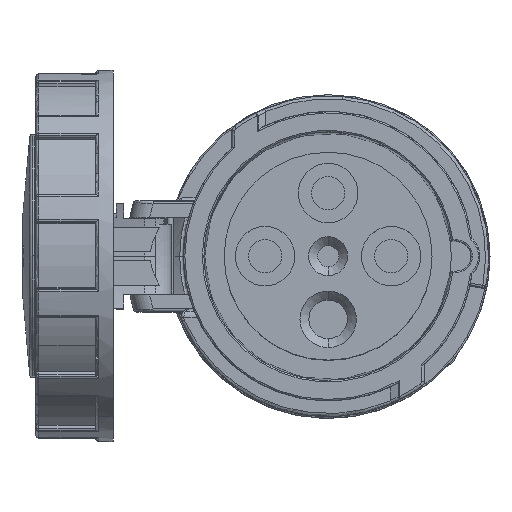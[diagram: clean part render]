
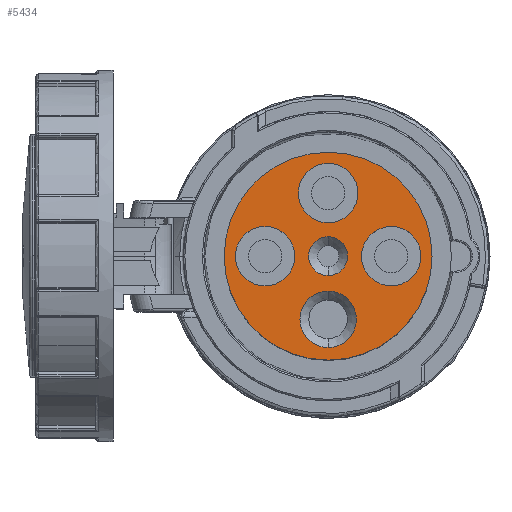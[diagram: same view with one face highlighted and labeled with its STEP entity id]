
A CAD part, top view. The second image highlights one B-rep face of the part: STEP entity #5434.
In plain terms, the highlighted planar face has unit normal (0, 0, 1).
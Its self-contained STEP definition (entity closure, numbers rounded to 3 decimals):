
#561 = ORIENTED_EDGE ( 'NONE', *, *, #33127, .T. ) ;
#789 = CIRCLE ( 'NONE', #38955, 35. ) ;
#1381 = DIRECTION ( 'NONE',  ( -1., 0., 0. ) ) ;
#1702 = DIRECTION ( 'NONE',  ( 0., 0., -1. ) ) ;
#1923 = DIRECTION ( 'NONE',  ( -1., 0., 0. ) ) ;
#2693 = CARTESIAN_POINT ( 'NONE',  ( 0., 0., 35.75 ) ) ;
#3020 = DIRECTION ( 'NONE',  ( 0., 0., -1. ) ) ;
#3759 = CIRCLE ( 'NONE', #3791, 6.55 ) ;
#3791 = AXIS2_PLACEMENT_3D ( 'NONE', #42631, #32284, #4476 ) ;
#3973 = CARTESIAN_POINT ( 'NONE',  ( 0., 31.25, 35.75 ) ) ;
#4368 = CARTESIAN_POINT ( 'NONE',  ( 21.25, 0., 35.75 ) ) ;
#4476 = DIRECTION ( 'NONE',  ( 0., -1., 0. ) ) ;
#4522 = EDGE_LOOP ( 'NONE', ( #30227, #26653 ) ) ;
#4594 = CARTESIAN_POINT ( 'NONE',  ( 31.25, 0., 35.75 ) ) ;
#4712 = CIRCLE ( 'NONE', #10606, 35. ) ;
#5207 = VERTEX_POINT ( 'NONE', #21526 ) ;
#5434 = ADVANCED_FACE ( 'NONE', ( #19873, #33199, #44452, #12959, #9531, #6316 ), #16651, .T. ) ;
#5457 = ORIENTED_EDGE ( 'NONE', *, *, #12830, .F. ) ;
#5774 = EDGE_LOOP ( 'NONE', ( #24427, #7503 ) ) ;
#6316 = FACE_BOUND ( 'NONE', #38625, .T. ) ;
#6565 = DIRECTION ( 'NONE',  ( 0., -1., 0. ) ) ;
#6800 = CARTESIAN_POINT ( 'NONE',  ( 0., 6.55, 35.75 ) ) ;
#7503 = ORIENTED_EDGE ( 'NONE', *, *, #36414, .T. ) ;
#8094 = DIRECTION ( 'NONE',  ( 0., 0., -1. ) ) ;
#8766 = CARTESIAN_POINT ( 'NONE',  ( 0., 11.25, 35.75 ) ) ;
#9531 = FACE_BOUND ( 'NONE', #4522, .T. ) ;
#10022 = CARTESIAN_POINT ( 'NONE',  ( 0., -11.75, 35.75 ) ) ;
#10147 = DIRECTION ( 'NONE',  ( 0., -1., 0. ) ) ;
#10299 = VERTEX_POINT ( 'NONE', #10022 ) ;
#10394 = EDGE_CURVE ( 'NONE', #18364, #35452, #3759, .T. ) ;
#10606 = AXIS2_PLACEMENT_3D ( 'NONE', #2693, #30521, #26378 ) ;
#10824 = VERTEX_POINT ( 'NONE', #8766 ) ;
#12083 = DIRECTION ( 'NONE',  ( 0., 0., -1. ) ) ;
#12518 = AXIS2_PLACEMENT_3D ( 'NONE', #27172, #13595, #41405 ) ;
#12830 = EDGE_CURVE ( 'NONE', #5207, #17481, #4712, .T. ) ;
#12959 = FACE_BOUND ( 'NONE', #38032, .T. ) ;
#13189 = VERTEX_POINT ( 'NONE', #42670 ) ;
#13313 = CIRCLE ( 'NONE', #14767, 10. ) ;
#13595 = DIRECTION ( 'NONE',  ( 0., 0., -1. ) ) ;
#14729 = CIRCLE ( 'NONE', #17696, 10. ) ;
#14767 = AXIS2_PLACEMENT_3D ( 'NONE', #32883, #8094, #1381 ) ;
#14915 = EDGE_LOOP ( 'NONE', ( #16227, #39835 ) ) ;
#15120 = EDGE_CURVE ( 'NONE', #10824, #39164, #44752, .T. ) ;
#15479 = ORIENTED_EDGE ( 'NONE', *, *, #35532, .T. ) ;
#16150 = CIRCLE ( 'NONE', #28642, 10. ) ;
#16227 = ORIENTED_EDGE ( 'NONE', *, *, #35584, .T. ) ;
#16430 = DIRECTION ( 'NONE',  ( 0., -1., 0. ) ) ;
#16651 = PLANE ( 'NONE',  #17085 ) ;
#16807 = VERTEX_POINT ( 'NONE', #31131 ) ;
#16944 = AXIS2_PLACEMENT_3D ( 'NONE', #4368, #28971, #39735 ) ;
#17085 = AXIS2_PLACEMENT_3D ( 'NONE', #30670, #41246, #16430 ) ;
#17481 = VERTEX_POINT ( 'NONE', #27065 ) ;
#17696 = AXIS2_PLACEMENT_3D ( 'NONE', #35815, #12083, #35604 ) ;
#18363 = CIRCLE ( 'NONE', #21299, 9.5 ) ;
#18364 = VERTEX_POINT ( 'NONE', #6800 ) ;
#19873 = FACE_OUTER_BOUND ( 'NONE', #37897, .T. ) ;
#20553 = AXIS2_PLACEMENT_3D ( 'NONE', #36936, #44978, #40366 ) ;
#20804 = VERTEX_POINT ( 'NONE', #38350 ) ;
#21299 = AXIS2_PLACEMENT_3D ( 'NONE', #24485, #41716, #6565 ) ;
#21330 = CIRCLE ( 'NONE', #36719, 6.55 ) ;
#21526 = CARTESIAN_POINT ( 'NONE',  ( 35., 0., 35.75 ) ) ;
#21749 = CARTESIAN_POINT ( 'NONE',  ( 0., -21.25, 35.75 ) ) ;
#21781 = ORIENTED_EDGE ( 'NONE', *, *, #36555, .T. ) ;
#21782 = CARTESIAN_POINT ( 'NONE',  ( 11.25, 0., 35.75 ) ) ;
#24427 = ORIENTED_EDGE ( 'NONE', *, *, #38282, .T. ) ;
#24485 = CARTESIAN_POINT ( 'NONE',  ( 0., -21.25, 35.75 ) ) ;
#24731 = VERTEX_POINT ( 'NONE', #21782 ) ;
#24947 = DIRECTION ( 'NONE',  ( 0., 0., -1. ) ) ;
#25743 = CIRCLE ( 'NONE', #16944, 10. ) ;
#26378 = DIRECTION ( 'NONE',  ( -1., 0., 0. ) ) ;
#26653 = ORIENTED_EDGE ( 'NONE', *, *, #37573, .T. ) ;
#27065 = CARTESIAN_POINT ( 'NONE',  ( -35., 0., 35.75 ) ) ;
#27172 = CARTESIAN_POINT ( 'NONE',  ( 0., 21.25, 35.75 ) ) ;
#28409 = DIRECTION ( 'NONE',  ( 0., -1., 0. ) ) ;
#28642 = AXIS2_PLACEMENT_3D ( 'NONE', #33203, #1702, #1923 ) ;
#28971 = DIRECTION ( 'NONE',  ( 0., 0., -1. ) ) ;
#30008 = AXIS2_PLACEMENT_3D ( 'NONE', #21749, #42208, #28409 ) ;
#30227 = ORIENTED_EDGE ( 'NONE', *, *, #35586, .T. ) ;
#30521 = DIRECTION ( 'NONE',  ( 0., 0., -1. ) ) ;
#30670 = CARTESIAN_POINT ( 'NONE',  ( -17.5, 0., 35.75 ) ) ;
#31131 = CARTESIAN_POINT ( 'NONE',  ( -11.25, 0., 35.75 ) ) ;
#32284 = DIRECTION ( 'NONE',  ( 0., 0., -1. ) ) ;
#32883 = CARTESIAN_POINT ( 'NONE',  ( -21.25, 0., 35.75 ) ) ;
#33127 = EDGE_CURVE ( 'NONE', #10299, #13189, #37319, .T. ) ;
#33199 = FACE_BOUND ( 'NONE', #14915, .T. ) ;
#33203 = CARTESIAN_POINT ( 'NONE',  ( -21.25, 0., 35.75 ) ) ;
#34501 = CARTESIAN_POINT ( 'NONE',  ( 0., 0., 35.75 ) ) ;
#34909 = ORIENTED_EDGE ( 'NONE', *, *, #37899, .F. ) ;
#35452 = VERTEX_POINT ( 'NONE', #38613 ) ;
#35532 = EDGE_CURVE ( 'NONE', #39164, #10824, #41124, .T. ) ;
#35584 = EDGE_CURVE ( 'NONE', #35452, #18364, #21330, .T. ) ;
#35586 = EDGE_CURVE ( 'NONE', #35600, #24731, #25743, .T. ) ;
#35600 = VERTEX_POINT ( 'NONE', #4594 ) ;
#35604 = DIRECTION ( 'NONE',  ( 1., 0., 0. ) ) ;
#35815 = CARTESIAN_POINT ( 'NONE',  ( 21.25, 0., 35.75 ) ) ;
#36414 = EDGE_CURVE ( 'NONE', #16807, #20804, #16150, .T. ) ;
#36555 = EDGE_CURVE ( 'NONE', #13189, #10299, #18363, .T. ) ;
#36719 = AXIS2_PLACEMENT_3D ( 'NONE', #34501, #3020, #10147 ) ;
#36936 = CARTESIAN_POINT ( 'NONE',  ( 0., 21.25, 35.75 ) ) ;
#37319 = CIRCLE ( 'NONE', #30008, 9.5 ) ;
#37573 = EDGE_CURVE ( 'NONE', #24731, #35600, #14729, .T. ) ;
#37897 = EDGE_LOOP ( 'NONE', ( #34909, #5457 ) ) ;
#37899 = EDGE_CURVE ( 'NONE', #17481, #5207, #789, .T. ) ;
#38032 = EDGE_LOOP ( 'NONE', ( #15479, #39154 ) ) ;
#38282 = EDGE_CURVE ( 'NONE', #20804, #16807, #13313, .T. ) ;
#38350 = CARTESIAN_POINT ( 'NONE',  ( -31.25, 0., 35.75 ) ) ;
#38613 = CARTESIAN_POINT ( 'NONE',  ( 0., -6.55, 35.75 ) ) ;
#38625 = EDGE_LOOP ( 'NONE', ( #21781, #561 ) ) ;
#38943 = DIRECTION ( 'NONE',  ( -1., 0., 0. ) ) ;
#38955 = AXIS2_PLACEMENT_3D ( 'NONE', #42394, #24947, #38943 ) ;
#39154 = ORIENTED_EDGE ( 'NONE', *, *, #15120, .T. ) ;
#39164 = VERTEX_POINT ( 'NONE', #3973 ) ;
#39735 = DIRECTION ( 'NONE',  ( 1., 0., 0. ) ) ;
#39835 = ORIENTED_EDGE ( 'NONE', *, *, #10394, .T. ) ;
#40366 = DIRECTION ( 'NONE',  ( 0., 1., 0. ) ) ;
#41124 = CIRCLE ( 'NONE', #12518, 10. ) ;
#41246 = DIRECTION ( 'NONE',  ( 0., 0., 1. ) ) ;
#41405 = DIRECTION ( 'NONE',  ( 0., 1., 0. ) ) ;
#41716 = DIRECTION ( 'NONE',  ( 0., 0., -1. ) ) ;
#42208 = DIRECTION ( 'NONE',  ( 0., 0., -1. ) ) ;
#42394 = CARTESIAN_POINT ( 'NONE',  ( 0., 0., 35.75 ) ) ;
#42631 = CARTESIAN_POINT ( 'NONE',  ( 0., 0., 35.75 ) ) ;
#42670 = CARTESIAN_POINT ( 'NONE',  ( 0., -30.75, 35.75 ) ) ;
#44452 = FACE_BOUND ( 'NONE', #5774, .T. ) ;
#44752 = CIRCLE ( 'NONE', #20553, 10. ) ;
#44978 = DIRECTION ( 'NONE',  ( 0., 0., -1. ) ) ;
